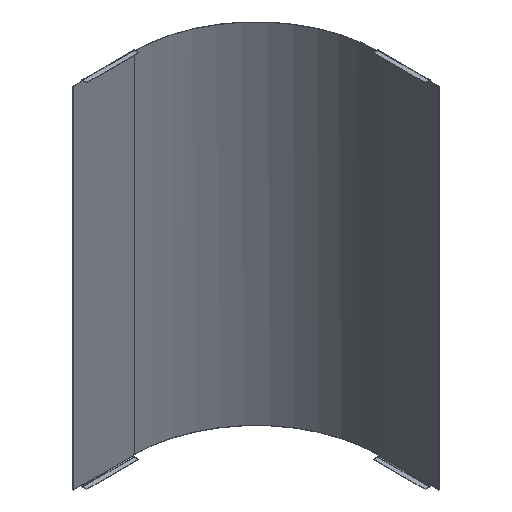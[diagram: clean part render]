
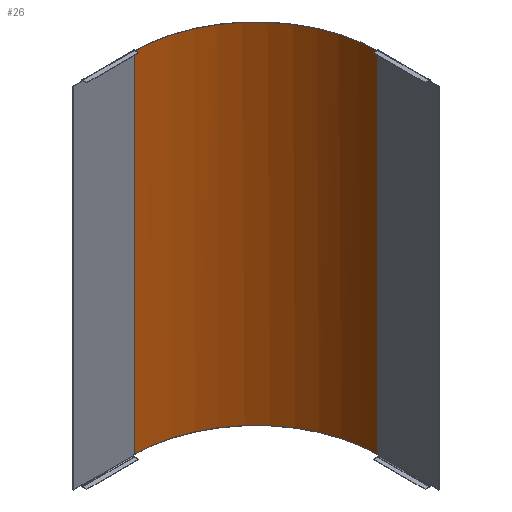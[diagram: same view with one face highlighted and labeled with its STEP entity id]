
A CAD part, isometric view. The second image highlights one B-rep face of the part: STEP entity #26.
In plain terms, the highlighted free-form (B-spline) face has degree [1, 2] with [2, 3] control points.
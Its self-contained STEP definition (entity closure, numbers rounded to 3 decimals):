
#26=ADVANCED_FACE('',(#88),#841,.T.);
#88=FACE_OUTER_BOUND('',#150,.T.);
#150=EDGE_LOOP('',(#261,#262,#263,#264));
#261=ORIENTED_EDGE('',*,*,#530,.F.);
#262=ORIENTED_EDGE('',*,*,#524,.F.);
#263=ORIENTED_EDGE('',*,*,#516,.F.);
#264=ORIENTED_EDGE('',*,*,#523,.F.);
#516=EDGE_CURVE('',#783,#778,#676,.T.);
#523=EDGE_CURVE('',#782,#783,#621,.T.);
#524=EDGE_CURVE('',#778,#769,#622,.T.);
#530=EDGE_CURVE('',#769,#782,#688,.T.);
#621=(
BOUNDED_CURVE()
B_SPLINE_CURVE(2,(#1405,#1406,#1407),.UNSPECIFIED.,.F.,.F.)
B_SPLINE_CURVE_WITH_KNOTS((3,3),(0.,327.904),.UNSPECIFIED.)
CURVE()
GEOMETRIC_REPRESENTATION_ITEM()
RATIONAL_B_SPLINE_CURVE((1.,0.707,1.))
REPRESENTATION_ITEM('')
);
#622=(
BOUNDED_CURVE()
B_SPLINE_CURVE(2,(#1408,#1409,#1410),.UNSPECIFIED.,.F.,.F.)
B_SPLINE_CURVE_WITH_KNOTS((3,3),(-327.904,0.),.UNSPECIFIED.)
CURVE()
GEOMETRIC_REPRESENTATION_ITEM()
RATIONAL_B_SPLINE_CURVE((1.,0.707,1.))
REPRESENTATION_ITEM('')
);
#676=B_SPLINE_CURVE_WITH_KNOTS('',1,(#1391,#1392),.UNSPECIFIED.,.F.,.F.,
(2,2),(-100.,0.),.UNSPECIFIED.);
#688=B_SPLINE_CURVE_WITH_KNOTS('',1,(#1421,#1422),.UNSPECIFIED.,.F.,.F.,
(2,2),(0.,100.),.UNSPECIFIED.);
#769=VERTEX_POINT('',#1249);
#778=VERTEX_POINT('',#1258);
#782=VERTEX_POINT('',#1262);
#783=VERTEX_POINT('',#1263);
#841=(
BOUNDED_SURFACE()
B_SPLINE_SURFACE(1,2,((#1044,#1045,#1046),(#1047,#1048,#1049)),
 .UNSPECIFIED.,.F.,.F.,.F.)
B_SPLINE_SURFACE_WITH_KNOTS((2,2),(3,3),(0.,120.002),(327.904,
655.807),.UNSPECIFIED.)
GEOMETRIC_REPRESENTATION_ITEM()
RATIONAL_B_SPLINE_SURFACE(((1.,0.707,1.),(1.,0.707,
1.)))
REPRESENTATION_ITEM('')
SURFACE()
);
#1044=CARTESIAN_POINT('',(0.,208.75,360.007));
#1045=CARTESIAN_POINT('',(208.75,208.75,360.007));
#1046=CARTESIAN_POINT('',(208.75,0.,360.007));
#1047=CARTESIAN_POINT('',(0.,208.75,-360.007));
#1048=CARTESIAN_POINT('',(208.75,208.75,-360.007));
#1049=CARTESIAN_POINT('',(208.75,0.,-360.007));
#1249=CARTESIAN_POINT('',(208.75,0.,300.));
#1258=CARTESIAN_POINT('',(0.,208.75,300.));
#1262=CARTESIAN_POINT('',(208.75,0.,-300.));
#1263=CARTESIAN_POINT('',(0.,208.75,-300.));
#1391=CARTESIAN_POINT('',(0.,208.75,-300.));
#1392=CARTESIAN_POINT('',(0.,208.75,300.));
#1405=CARTESIAN_POINT('',(208.75,0.,-300.));
#1406=CARTESIAN_POINT('',(208.75,208.75,-300.));
#1407=CARTESIAN_POINT('',(0.,208.75,-300.));
#1408=CARTESIAN_POINT('',(0.,208.75,300.));
#1409=CARTESIAN_POINT('',(208.75,208.75,300.));
#1410=CARTESIAN_POINT('',(208.75,0.,300.));
#1421=CARTESIAN_POINT('',(208.75,0.,300.));
#1422=CARTESIAN_POINT('',(208.75,0.,-300.));
